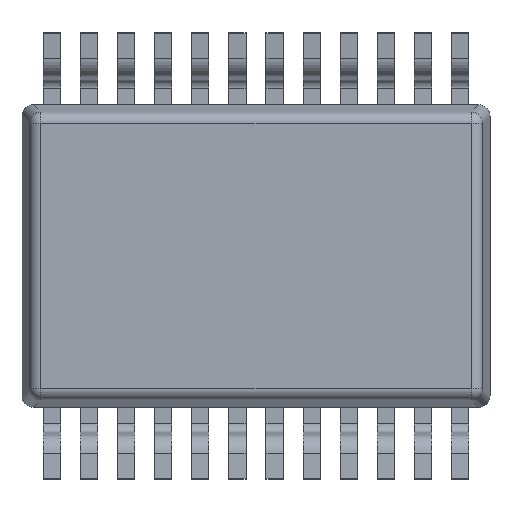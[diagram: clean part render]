
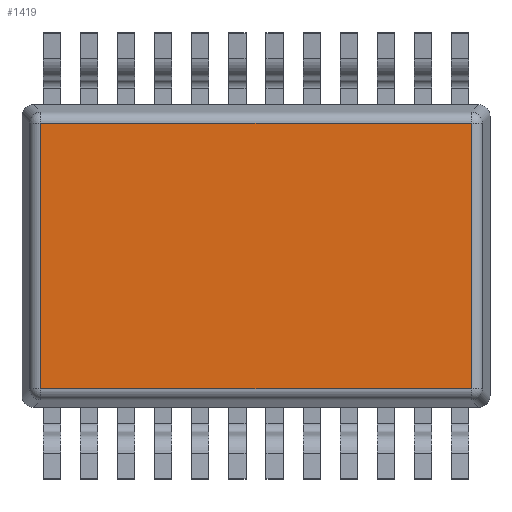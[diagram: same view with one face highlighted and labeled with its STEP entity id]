
A CAD part, front view. The second image highlights one B-rep face of the part: STEP entity #1419.
In plain terms, the highlighted planar face has unit normal (0, -1, 0).
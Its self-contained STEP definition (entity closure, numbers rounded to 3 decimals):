
#492=DIRECTION('',(1.,0.,0.));
#493=VECTOR('',#492,7.549);
#494=CARTESIAN_POINT('',(-3.774,-0.96,-2.324));
#495=LINE('',#494,#493);
#506=DIRECTION('',(0.,0.,-1.));
#507=VECTOR('',#506,4.649);
#508=CARTESIAN_POINT('',(-3.774,-0.96,2.324));
#509=LINE('',#508,#507);
#648=DIRECTION('',(-1.,0.,0.));
#649=VECTOR('',#648,7.549);
#650=CARTESIAN_POINT('',(3.774,-0.96,2.324));
#651=LINE('',#650,#649);
#700=DIRECTION('',(0.,0.,1.));
#701=VECTOR('',#700,4.649);
#702=CARTESIAN_POINT('',(3.774,-0.96,-2.324));
#703=LINE('',#702,#701);
#980=CARTESIAN_POINT('',(3.774,-0.96,2.324));
#981=CARTESIAN_POINT('',(-3.774,-0.96,2.324));
#982=VERTEX_POINT('',#980);
#983=VERTEX_POINT('',#981);
#1000=CARTESIAN_POINT('',(3.774,-0.96,-2.324));
#1001=VERTEX_POINT('',#1000);
#1004=CARTESIAN_POINT('',(-3.774,-0.96,-2.324));
#1005=VERTEX_POINT('',#1004);
#1405=CARTESIAN_POINT('',(-4.1,-0.96,-2.65));
#1406=DIRECTION('',(0.,-1.,0.));
#1407=DIRECTION('',(1.,0.,0.));
#1408=AXIS2_PLACEMENT_3D('',#1405,#1406,#1407);
#1409=PLANE('',#1408);
#1410=ORIENTED_EDGE('',*,*,#1396,.F.);
#1412=ORIENTED_EDGE('',*,*,#1411,.F.);
#1414=ORIENTED_EDGE('',*,*,#1413,.F.);
#1416=ORIENTED_EDGE('',*,*,#1415,.F.);
#1417=EDGE_LOOP('',(#1410,#1412,#1414,#1416));
#1418=FACE_OUTER_BOUND('',#1417,.F.);
#1419=ADVANCED_FACE('',(#1418),#1409,.T.);
#1396=EDGE_CURVE('',#1005,#1001,#495,.T.);
#1411=EDGE_CURVE('',#983,#1005,#509,.T.);
#1413=EDGE_CURVE('',#982,#983,#651,.T.);
#1415=EDGE_CURVE('',#1001,#982,#703,.T.);
